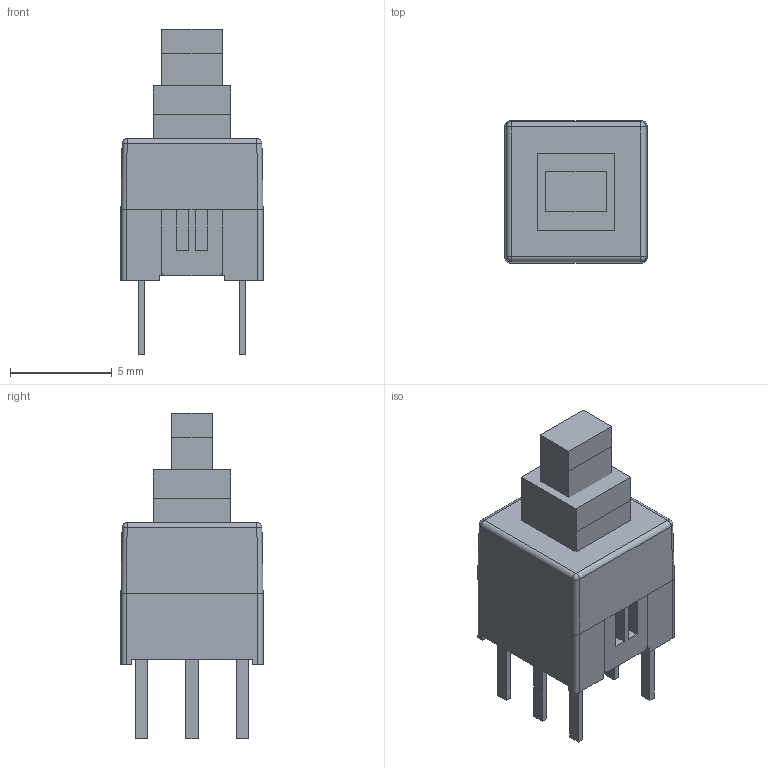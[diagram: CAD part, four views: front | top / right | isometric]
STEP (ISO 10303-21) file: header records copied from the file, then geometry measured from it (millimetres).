
FILE_DESCRIPTION(('FreeCAD Model'),'2;1');
FILE_NAME('Open CASCADE Shape Model','2022-02-11T01:04:07',('Author'),( ''),'Open CASCADE STEP processor 7.4','FreeCAD','Unknown');
FILE_SCHEMA(('AUTOMOTIVE_DESIGN { 1 0 10303 214 1 1 1 1 }'));
Length unit declared in the file: millimetre
Products named in the file (1): LatchSwitch_7x7
Bounding box: 7 x 7 x 16.05 mm (x, y, z)
Volume: 399.4 mm3; surface area: 644.4 mm2
Topology: 12 solids, 12 shells, 131 faces, 951 edges, 2740 vertices
Faces by surface type: plane 111, cylinder 16, sphere 4
Entity records: 12931 total; most frequent: CARTESIAN_POINT 3859, DIRECTION 1287, LINE 855, VECTOR 855, GEOMETRIC_CURVE_SET 635, ORIENTED_EDGE 634, TRIMMED_CURVE 634, PRESENTATION_STYLE_ASSIGNMENT 336
